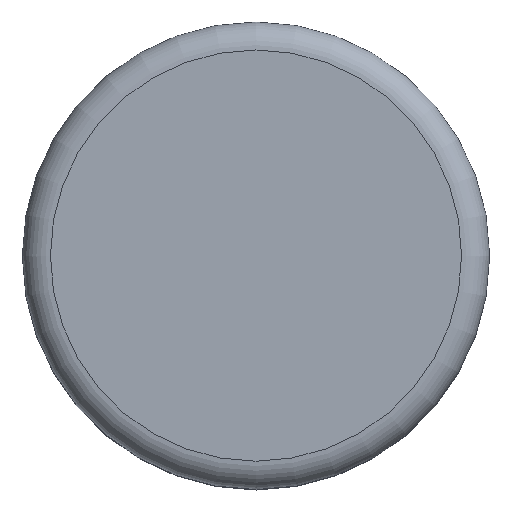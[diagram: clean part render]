
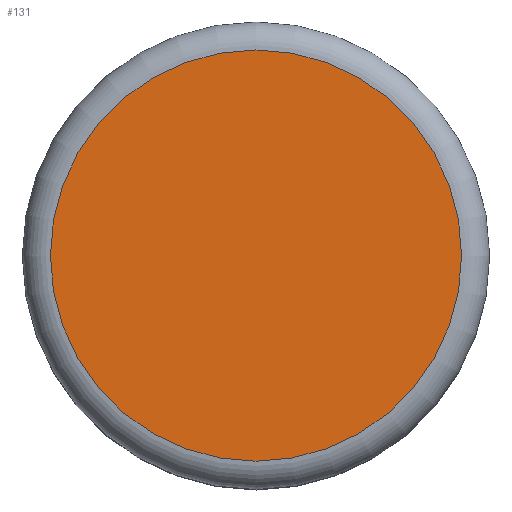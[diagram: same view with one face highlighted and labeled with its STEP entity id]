
A CAD part, top view. The second image highlights one B-rep face of the part: STEP entity #131.
In plain terms, the highlighted planar face has unit normal (0, 0, 1).
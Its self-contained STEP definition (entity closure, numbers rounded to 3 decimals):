
#17=PLANE('',#167);
#35=FACE_OUTER_BOUND('',#44,.T.);
#44=EDGE_LOOP('',(#120));
#58=CIRCLE('',#165,11.);
#69=VERTEX_POINT('',#301);
#85=EDGE_CURVE('',#69,#69,#58,.T.);
#120=ORIENTED_EDGE('',*,*,#85,.F.);
#131=ADVANCED_FACE('',(#35),#17,.T.);
#165=AXIS2_PLACEMENT_3D('',#302,#210,#211);
#167=AXIS2_PLACEMENT_3D('',#304,#214,#215);
#210=DIRECTION('center_axis',(0.,0.,-1.));
#211=DIRECTION('ref_axis',(1.,0.,0.));
#214=DIRECTION('center_axis',(0.,0.,1.));
#215=DIRECTION('ref_axis',(1.,0.,0.));
#301=CARTESIAN_POINT('',(-11.,0.,25.));
#302=CARTESIAN_POINT('Origin',(0.,0.,25.));
#304=CARTESIAN_POINT('Origin',(0.,0.,25.));
